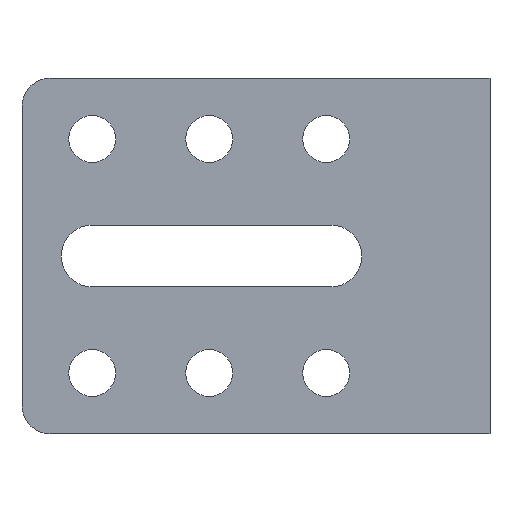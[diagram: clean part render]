
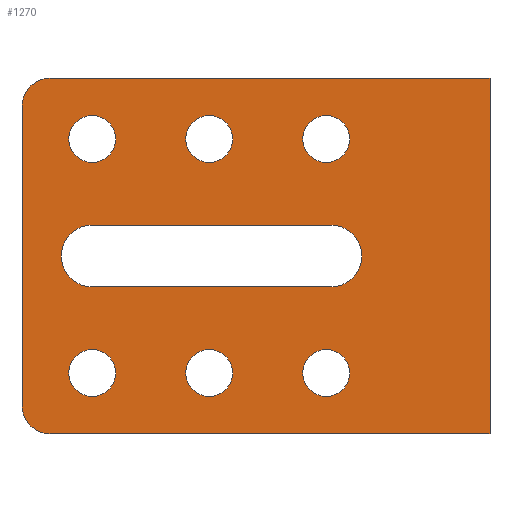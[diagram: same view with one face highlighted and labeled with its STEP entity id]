
A CAD part, left-side view. The second image highlights one B-rep face of the part: STEP entity #1270.
In plain terms, the highlighted planar face has unit normal (-1, 0, 0).
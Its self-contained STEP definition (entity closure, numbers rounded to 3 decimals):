
#36 = DIRECTION ( 'NONE',  ( 0., -1., 0. ) ) ;
#46 = CARTESIAN_POINT ( 'NONE',  ( -25., 17.5, 12.5 ) ) ;
#51 = DIRECTION ( 'NONE',  ( 1., 0., 0. ) ) ;
#79 = VERTEX_POINT ( 'NONE', #257 ) ;
#86 = EDGE_LOOP ( 'NONE', ( #757, #1108, #711, #837 ) ) ;
#99 = CARTESIAN_POINT ( 'NONE',  ( -25., 42.5, -12.5 ) ) ;
#125 = VECTOR ( 'NONE', #1781, 1000. ) ;
#175 = CARTESIAN_POINT ( 'NONE',  ( -25., 10., -3.3 ) ) ;
#193 = FACE_BOUND ( 'NONE', #1856, .T. ) ;
#198 = LINE ( 'NONE', #1187, #1614 ) ;
#201 = CIRCLE ( 'NONE', #1201, 3. ) ;
#209 = CARTESIAN_POINT ( 'NONE',  ( -25., 42.5, 0. ) ) ;
#222 = CIRCLE ( 'NONE', #622, 3.3 ) ;
#230 = DIRECTION ( 'NONE',  ( 0., 0., -1. ) ) ;
#244 = EDGE_CURVE ( 'NONE', #1420, #760, #201, .T. ) ;
#245 = EDGE_CURVE ( 'NONE', #1073, #1073, #551, .T. ) ;
#257 = CARTESIAN_POINT ( 'NONE',  ( -25., 42.5, 10. ) ) ;
#281 = DIRECTION ( 'NONE',  ( 0., 0., -1. ) ) ;
#289 = DIRECTION ( 'NONE',  ( 1., 0., 0. ) ) ;
#293 = LINE ( 'NONE', #175, #125 ) ;
#298 = VERTEX_POINT ( 'NONE', #599 ) ;
#308 = DIRECTION ( 'NONE',  ( 0., 0., 1. ) ) ;
#326 = DIRECTION ( 'NONE',  ( 0., 0., -1. ) ) ;
#342 = AXIS2_PLACEMENT_3D ( 'NONE', #589, #1697, #1535 ) ;
#360 = DIRECTION ( 'NONE',  ( 0., -1., 0. ) ) ;
#363 = VERTEX_POINT ( 'NONE', #547 ) ;
#391 = CIRCLE ( 'NONE', #822, 2.5 ) ;
#395 = EDGE_CURVE ( 'NONE', #1563, #432, #222, .T. ) ;
#432 = VERTEX_POINT ( 'NONE', #1345 ) ;
#454 = EDGE_CURVE ( 'NONE', #432, #1332, #198, .T. ) ;
#455 = AXIS2_PLACEMENT_3D ( 'NONE', #46, #1346, #281 ) ;
#456 = ORIENTED_EDGE ( 'NONE', *, *, #671, .F. ) ;
#474 = VERTEX_POINT ( 'NONE', #681 ) ;
#485 = VECTOR ( 'NONE', #954, 1000. ) ;
#493 = EDGE_CURVE ( 'NONE', #1405, #1405, #1948, .T. ) ;
#495 = ORIENTED_EDGE ( 'NONE', *, *, #1141, .F. ) ;
#499 = DIRECTION ( 'NONE',  ( 1., 0., 0. ) ) ;
#507 = ORIENTED_EDGE ( 'NONE', *, *, #892, .T. ) ;
#531 = FACE_BOUND ( 'NONE', #86, .T. ) ;
#542 = CARTESIAN_POINT ( 'NONE',  ( -25., 42.5, 12.5 ) ) ;
#547 = CARTESIAN_POINT ( 'NONE',  ( -25., 0., -19. ) ) ;
#551 = CIRCLE ( 'NONE', #784, 2.5 ) ;
#561 = DIRECTION ( 'NONE',  ( 0., 0., -1. ) ) ;
#565 = CARTESIAN_POINT ( 'NONE',  ( -25., 17.5, -15. ) ) ;
#589 = CARTESIAN_POINT ( 'NONE',  ( -25., 17.5, -12.5 ) ) ;
#599 = CARTESIAN_POINT ( 'NONE',  ( -25., 17.5, 10. ) ) ;
#622 = AXIS2_PLACEMENT_3D ( 'NONE', #209, #853, #230 ) ;
#628 = CARTESIAN_POINT ( 'NONE',  ( -25., 17., -3.3 ) ) ;
#636 = DIRECTION ( 'NONE',  ( 0., -1., 0. ) ) ;
#671 = EDGE_CURVE ( 'NONE', #1420, #697, #963, .T. ) ;
#681 = CARTESIAN_POINT ( 'NONE',  ( -25., 50., -16. ) ) ;
#686 = FACE_BOUND ( 'NONE', #1797, .T. ) ;
#690 = AXIS2_PLACEMENT_3D ( 'NONE', #99, #289, #898 ) ;
#697 = VERTEX_POINT ( 'NONE', #952 ) ;
#711 = ORIENTED_EDGE ( 'NONE', *, *, #454, .T. ) ;
#724 = VERTEX_POINT ( 'NONE', #565 ) ;
#749 = CARTESIAN_POINT ( 'NONE',  ( -25., 30., -15. ) ) ;
#757 = ORIENTED_EDGE ( 'NONE', *, *, #1426, .T. ) ;
#760 = VERTEX_POINT ( 'NONE', #849 ) ;
#783 = DIRECTION ( 'NONE',  ( 0., 0., -1. ) ) ;
#784 = AXIS2_PLACEMENT_3D ( 'NONE', #1759, #978, #326 ) ;
#789 = CARTESIAN_POINT ( 'NONE',  ( -25., 30., 10. ) ) ;
#798 = ORIENTED_EDGE ( 'NONE', *, *, #1560, .T. ) ;
#799 = LINE ( 'NONE', #1445, #1057 ) ;
#816 = ORIENTED_EDGE ( 'NONE', *, *, #493, .T. ) ;
#822 = AXIS2_PLACEMENT_3D ( 'NONE', #542, #1819, #1667 ) ;
#825 = FACE_OUTER_BOUND ( 'NONE', #1661, .T. ) ;
#837 = ORIENTED_EDGE ( 'NONE', *, *, #1751, .T. ) ;
#843 = EDGE_CURVE ( 'NONE', #474, #1686, #1257, .T. ) ;
#847 = FACE_BOUND ( 'NONE', #2000, .T. ) ;
#849 = CARTESIAN_POINT ( 'NONE',  ( -25., 50., 16. ) ) ;
#853 = DIRECTION ( 'NONE',  ( 1., 0., 0. ) ) ;
#859 = CARTESIAN_POINT ( 'NONE',  ( -25., 30., 12.5 ) ) ;
#872 = DIRECTION ( 'NONE',  ( -1., 0., 0. ) ) ;
#886 = CARTESIAN_POINT ( 'NONE',  ( -25., 47., -19. ) ) ;
#889 = AXIS2_PLACEMENT_3D ( 'NONE', #1736, #2017, #561 ) ;
#892 = EDGE_CURVE ( 'NONE', #79, #79, #391, .T. ) ;
#898 = DIRECTION ( 'NONE',  ( 0., 0., -1. ) ) ;
#903 = VERTEX_POINT ( 'NONE', #789 ) ;
#952 = CARTESIAN_POINT ( 'NONE',  ( -25., 0., 19. ) ) ;
#954 = DIRECTION ( 'NONE',  ( 0., 0., 1. ) ) ;
#963 = LINE ( 'NONE', #1632, #1372 ) ;
#978 = DIRECTION ( 'NONE',  ( 1., 0., 0. ) ) ;
#991 = DIRECTION ( 'NONE',  ( -1., 0., 0. ) ) ;
#1002 = CARTESIAN_POINT ( 'NONE',  ( -25., 47., -16. ) ) ;
#1052 = EDGE_CURVE ( 'NONE', #724, #724, #1360, .T. ) ;
#1057 = VECTOR ( 'NONE', #308, 1000. ) ;
#1073 = VERTEX_POINT ( 'NONE', #749 ) ;
#1078 = AXIS2_PLACEMENT_3D ( 'NONE', #1179, #51, #1339 ) ;
#1082 = CARTESIAN_POINT ( 'NONE',  ( -25., 42.5, -15. ) ) ;
#1090 = AXIS2_PLACEMENT_3D ( 'NONE', #1002, #872, #1523 ) ;
#1108 = ORIENTED_EDGE ( 'NONE', *, *, #395, .T. ) ;
#1127 = ORIENTED_EDGE ( 'NONE', *, *, #843, .T. ) ;
#1141 = EDGE_CURVE ( 'NONE', #474, #760, #799, .T. ) ;
#1145 = FACE_BOUND ( 'NONE', #1464, .T. ) ;
#1176 = CARTESIAN_POINT ( 'NONE',  ( -25., 10., -19. ) ) ;
#1179 = CARTESIAN_POINT ( 'NONE',  ( -25., 10., -19. ) ) ;
#1187 = CARTESIAN_POINT ( 'NONE',  ( -25., 10., 3.3 ) ) ;
#1201 = AXIS2_PLACEMENT_3D ( 'NONE', #1788, #991, #783 ) ;
#1243 = EDGE_CURVE ( 'NONE', #903, #903, #1700, .T. ) ;
#1257 = CIRCLE ( 'NONE', #1090, 3. ) ;
#1270 = ADVANCED_FACE ( 'NONE', ( #193, #1348, #686, #847, #1976, #1145, #531, #825 ), #1501, .F. ) ;
#1293 = CARTESIAN_POINT ( 'NONE',  ( -25., 47., 19. ) ) ;
#1324 = LINE ( 'NONE', #1176, #1927 ) ;
#1332 = VERTEX_POINT ( 'NONE', #1662 ) ;
#1339 = DIRECTION ( 'NONE',  ( 0., 0., -1. ) ) ;
#1345 = CARTESIAN_POINT ( 'NONE',  ( -25., 42.5, 3.3 ) ) ;
#1346 = DIRECTION ( 'NONE',  ( 1., 0., 0. ) ) ;
#1348 = FACE_BOUND ( 'NONE', #2086, .T. ) ;
#1360 = CIRCLE ( 'NONE', #342, 2.5 ) ;
#1372 = VECTOR ( 'NONE', #636, 1000. ) ;
#1405 = VERTEX_POINT ( 'NONE', #1082 ) ;
#1420 = VERTEX_POINT ( 'NONE', #1293 ) ;
#1426 = EDGE_CURVE ( 'NONE', #1841, #1563, #293, .T. ) ;
#1445 = CARTESIAN_POINT ( 'NONE',  ( -25., 50., -19. ) ) ;
#1464 = EDGE_LOOP ( 'NONE', ( #1942 ) ) ;
#1501 = PLANE ( 'NONE',  #1078 ) ;
#1522 = ORIENTED_EDGE ( 'NONE', *, *, #1052, .T. ) ;
#1523 = DIRECTION ( 'NONE',  ( 0., 0., -1. ) ) ;
#1535 = DIRECTION ( 'NONE',  ( 0., 0., -1. ) ) ;
#1560 = EDGE_CURVE ( 'NONE', #1686, #363, #1324, .T. ) ;
#1563 = VERTEX_POINT ( 'NONE', #1982 ) ;
#1583 = ORIENTED_EDGE ( 'NONE', *, *, #244, .T. ) ;
#1600 = CARTESIAN_POINT ( 'NONE',  ( -25., 0., -19. ) ) ;
#1614 = VECTOR ( 'NONE', #360, 1000. ) ;
#1624 = EDGE_CURVE ( 'NONE', #298, #298, #2011, .T. ) ;
#1627 = AXIS2_PLACEMENT_3D ( 'NONE', #859, #499, #1827 ) ;
#1632 = CARTESIAN_POINT ( 'NONE',  ( -25., 10., 19. ) ) ;
#1661 = EDGE_LOOP ( 'NONE', ( #456, #1583, #495, #1127, #798, #2020 ) ) ;
#1662 = CARTESIAN_POINT ( 'NONE',  ( -25., 17., 3.3 ) ) ;
#1667 = DIRECTION ( 'NONE',  ( 0., 0., -1. ) ) ;
#1686 = VERTEX_POINT ( 'NONE', #886 ) ;
#1697 = DIRECTION ( 'NONE',  ( 1., 0., 0. ) ) ;
#1700 = CIRCLE ( 'NONE', #1627, 2.5 ) ;
#1736 = CARTESIAN_POINT ( 'NONE',  ( -25., 17., 0. ) ) ;
#1744 = CIRCLE ( 'NONE', #889, 3.3 ) ;
#1751 = EDGE_CURVE ( 'NONE', #1332, #1841, #1744, .T. ) ;
#1759 = CARTESIAN_POINT ( 'NONE',  ( -25., 30., -12.5 ) ) ;
#1781 = DIRECTION ( 'NONE',  ( 0., 1., 0. ) ) ;
#1788 = CARTESIAN_POINT ( 'NONE',  ( -25., 47., 16. ) ) ;
#1797 = EDGE_LOOP ( 'NONE', ( #1522 ) ) ;
#1819 = DIRECTION ( 'NONE',  ( 1., 0., 0. ) ) ;
#1827 = DIRECTION ( 'NONE',  ( 0., 0., -1. ) ) ;
#1841 = VERTEX_POINT ( 'NONE', #628 ) ;
#1844 = EDGE_CURVE ( 'NONE', #363, #697, #1924, .T. ) ;
#1856 = EDGE_LOOP ( 'NONE', ( #816 ) ) ;
#1924 = LINE ( 'NONE', #1600, #485 ) ;
#1927 = VECTOR ( 'NONE', #36, 1000. ) ;
#1942 = ORIENTED_EDGE ( 'NONE', *, *, #1624, .T. ) ;
#1948 = CIRCLE ( 'NONE', #690, 2.5 ) ;
#1976 = FACE_BOUND ( 'NONE', #2034, .T. ) ;
#1980 = ORIENTED_EDGE ( 'NONE', *, *, #1243, .T. ) ;
#1982 = CARTESIAN_POINT ( 'NONE',  ( -25., 42.5, -3.3 ) ) ;
#2000 = EDGE_LOOP ( 'NONE', ( #507 ) ) ;
#2011 = CIRCLE ( 'NONE', #455, 2.5 ) ;
#2017 = DIRECTION ( 'NONE',  ( 1., 0., 0. ) ) ;
#2020 = ORIENTED_EDGE ( 'NONE', *, *, #1844, .T. ) ;
#2024 = ORIENTED_EDGE ( 'NONE', *, *, #245, .T. ) ;
#2034 = EDGE_LOOP ( 'NONE', ( #1980 ) ) ;
#2086 = EDGE_LOOP ( 'NONE', ( #2024 ) ) ;
